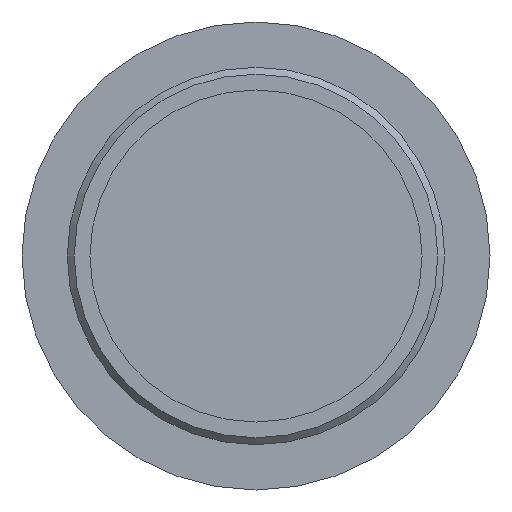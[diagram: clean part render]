
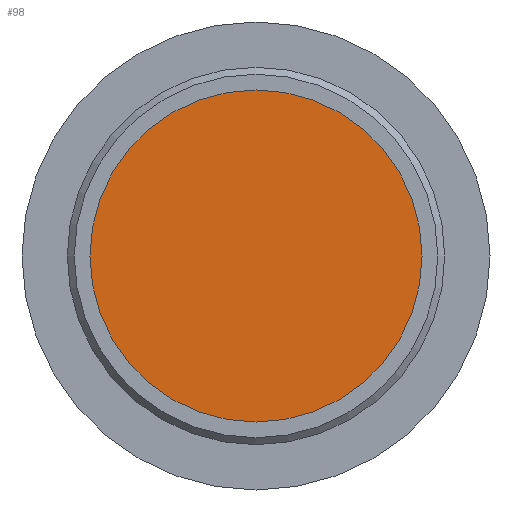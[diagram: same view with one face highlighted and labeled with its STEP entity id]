
A CAD part, front view. The second image highlights one B-rep face of the part: STEP entity #98.
In plain terms, the highlighted planar face has unit normal (0, -1, 0).
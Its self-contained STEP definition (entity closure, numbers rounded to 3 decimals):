
#98 = ADVANCED_FACE( '', ( #162 ), #163, .F. );
#162 = FACE_OUTER_BOUND( '', #235, .T. );
#163 = PLANE( '', #236 );
#235 = EDGE_LOOP( '', ( #417 ) );
#236 = AXIS2_PLACEMENT_3D( '', #418, #419, #420 );
#417 = ORIENTED_EDGE( '', *, *, #534, .F. );
#418 = CARTESIAN_POINT( '', ( 0., -10., 0. ) );
#419 = DIRECTION( '', ( 0., 1., 0. ) );
#420 = DIRECTION( '', ( 0., 0., 1. ) );
#534 = EDGE_CURVE( '', #643, #643, #644, .T. );
#643 = VERTEX_POINT( '', #888 );
#644 = CIRCLE( '', #889, 22. );
#888 = CARTESIAN_POINT( '', ( 0., -10., 22. ) );
#889 = AXIS2_PLACEMENT_3D( '', #991, #992, #993 );
#991 = CARTESIAN_POINT( '', ( 0., -10., 0. ) );
#992 = DIRECTION( '', ( 0., 1., 0. ) );
#993 = DIRECTION( '', ( 0., 0., 1. ) );
